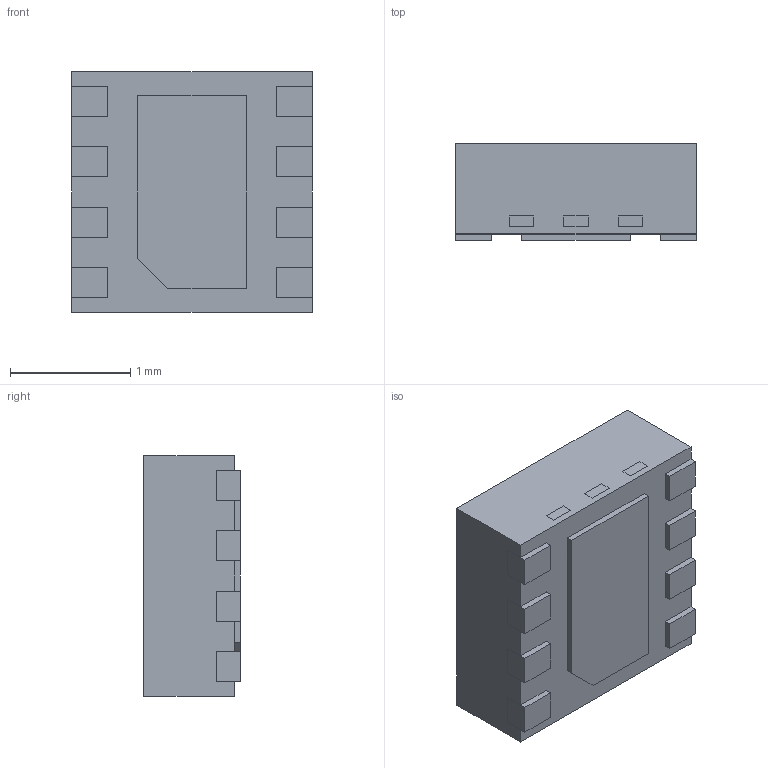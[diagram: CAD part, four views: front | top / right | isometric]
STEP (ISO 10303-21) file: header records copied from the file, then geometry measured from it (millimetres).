
FILE_DESCRIPTION (( 'STEP AP214' ), '1' );
FILE_NAME ('TLV62084DSGR.STEP', '2021-02-27T07:18:37', ( '' ), ( '' ), 'SwSTEP 2.0', 'SolidWorks 2020', '' );
FILE_SCHEMA (( 'AUTOMOTIVE_DESIGN' ));
Length unit declared in the file: millimetre
Products named in the file (1): TLV62084DSGR
Bounding box: 2 x 0.8 x 2 mm (x, y, z)
Volume: 3.1 mm3; surface area: 25.1 mm2
Topology: 11 solids, 11 shells, 609 faces, 1671 edges, 1114 vertices
Faces by surface type: bspline 362, plane 243, cylinder 4
Entity records: 21530 total; most frequent: CARTESIAN_POINT 8101, ORIENTED_EDGE 3342, EDGE_CURVE 1671, DIRECTION 1451, VERTEX_POINT 1114, VECTOR 939, LINE 939, B_SPLINE_CURVE_WITH_KNOTS 724
